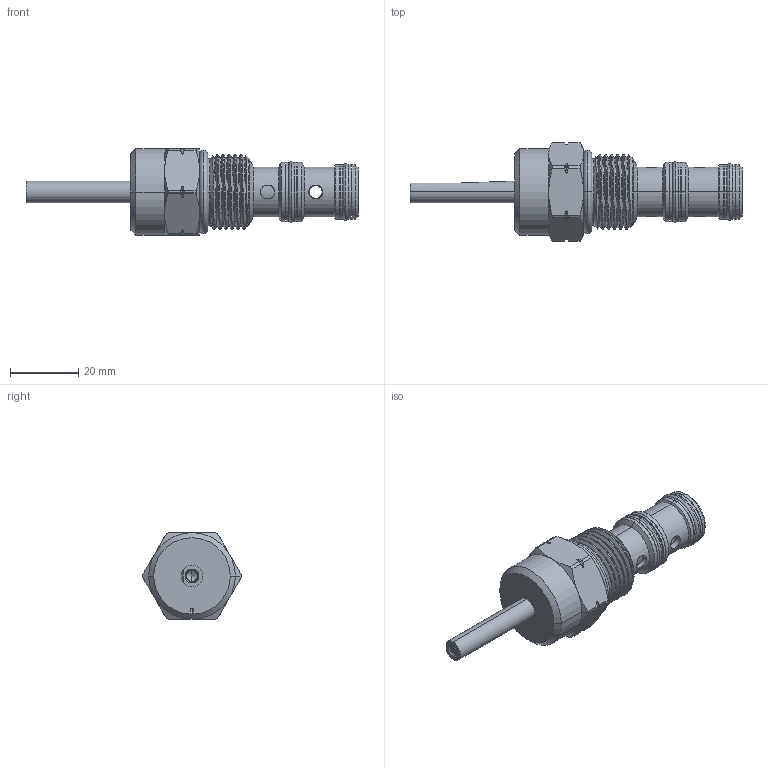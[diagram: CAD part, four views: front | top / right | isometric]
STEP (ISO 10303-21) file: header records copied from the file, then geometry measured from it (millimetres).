
FILE_DESCRIPTION (( 'STEP AP203' ), '1' );
FILE_NAME ('DR10W3A11.STEP', '2022-11-24T07:31:54', ( '' ), ( '' ), 'SwSTEP 2.0', 'SolidWorks 2018', '' );
FILE_SCHEMA (( 'CONFIG_CONTROL_DESIGN' ));
Length unit declared in the file: millimetre
Products named in the file (1): DR10W3A11
Bounding box: 97.35 x 28.8 x 25.4 mm (x, y, z)
Volume: 21432.8 mm3; surface area: 9048.9 mm2
Topology: 6 solids, 7 shells, 242 faces, 593 edges, 372 vertices
Faces by surface type: cylinder 124, cone 54, plane 29, torus 26, bspline 9
Entity records: 15692 total; most frequent: CARTESIAN_POINT 10202, ORIENTED_EDGE 1182, DIRECTION 1058, EDGE_CURVE 591, AXIS2_PLACEMENT_3D 445, VERTEX_POINT 372, EDGE_LOOP 267, ADVANCED_FACE 242
